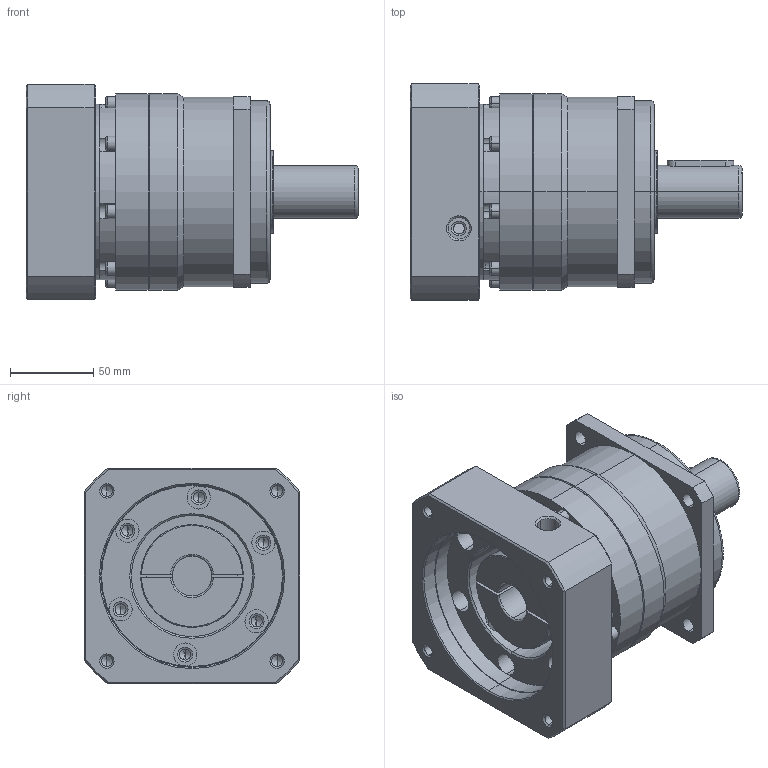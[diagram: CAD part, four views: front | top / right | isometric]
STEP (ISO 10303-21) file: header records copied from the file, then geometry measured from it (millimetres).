
FILE_DESCRIPTION (( 'STEP AP214' ), '1' );
FILE_NAME ('PB115-L1-24-110-145M8.STEP', '2022-02-19T05:23:48', ( 'admin' ), ( '' ), 'SwSTEP 2.0', 'SolidWorks 2013', '' );
FILE_SCHEMA (( 'AUTOMOTIVE_DESIGN' ));
Length unit declared in the file: millimetre
Products named in the file (4): PB115-110-145M8; PB115_X2_58F34F537AEF_X0_; PB115_X2_8F9351FA7AEF_X0_; PB115-L1-24-110-145M8
Assembly tree (3 placements, depth 2):
  PB115-L1-24-110-145M8
    PB115_X2_8F9351FA7AEF_X0_
    PB115_X2_58F34F537AEF_X0_
    PB115-110-145M8
Bounding box: 200 x 130 x 130 mm (x, y, z)
Volume: 1541744.5 mm3; surface area: 182986.5 mm2
Topology: 3 solids, 3 shells, 466 faces, 1133 edges, 679 vertices
Faces by surface type: cylinder 198, cone 124, plane 121, bspline 23
Entity records: 19368 total; most frequent: CARTESIAN_POINT 3340, DIRECTION 2362, ORIENTED_EDGE 2134, EDGE_CURVE 1067, AXIS2_PLACEMENT_3D 927, VERTEX_POINT 673, EDGE_LOOP 566, VECTOR 508
